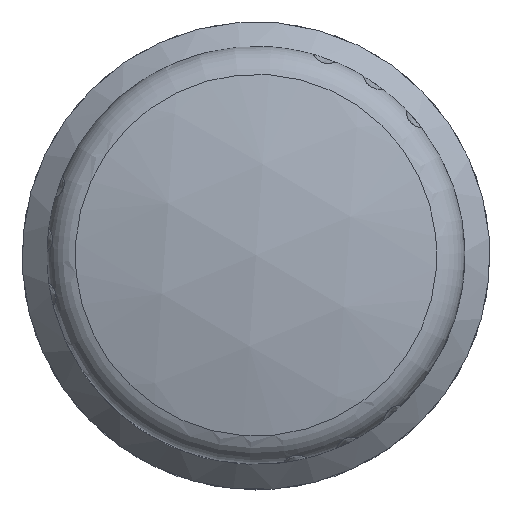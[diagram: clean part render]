
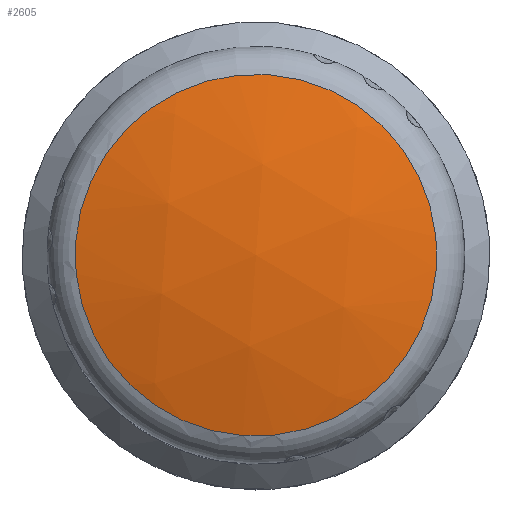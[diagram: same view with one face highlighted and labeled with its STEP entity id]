
A CAD part, top view. The second image highlights one B-rep face of the part: STEP entity #2605.
In plain terms, the highlighted spherical face has radius 40 mm.
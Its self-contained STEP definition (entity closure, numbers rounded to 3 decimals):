
#23=SPHERICAL_SURFACE($,#2815,40.);
#766=FACE_OUTER_BOUND($,#933,.T.);
#933=EDGE_LOOP($,(#2370));
#1037=CIRCLE($,#2816,10.822);
#1286=VERTEX_POINT($,#4923);
#1654=EDGE_CURVE($,#1286,#1286,#1037,.T.);
#2370=ORIENTED_EDGE($,*,*,#1654,.F.);
#2605=ADVANCED_FACE($,(#766),#23,.T.);
#2815=AXIS2_PLACEMENT_3D($,#4922,#3390,#3391);
#2816=AXIS2_PLACEMENT_3D($,#4924,#3392,#3393);
#3390=DIRECTION('center_axis',(0.997,-0.073,0.));
#3391=DIRECTION('ref_axis',(0.073,0.997,0.));
#3392=DIRECTION('center_axis',(0.,0.,
-1.));
#3393=DIRECTION('ref_axis',(0.073,0.997,0.));
#4922=CARTESIAN_POINT('Origin',(0.,0.,
-14.45));
#4923=CARTESIAN_POINT('',(0.785,10.794,24.058));
#4924=CARTESIAN_POINT('Origin',(0.,0.,
24.058));
